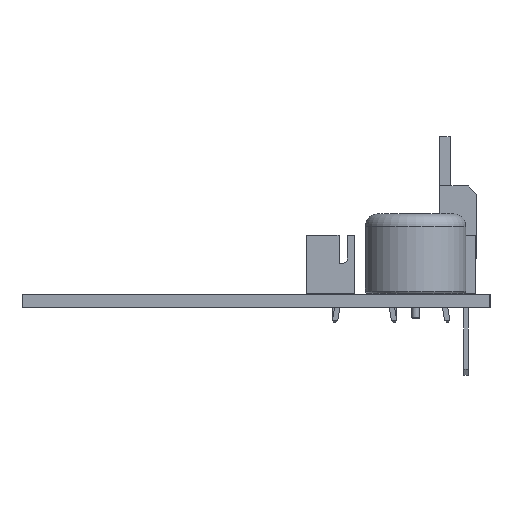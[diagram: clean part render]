
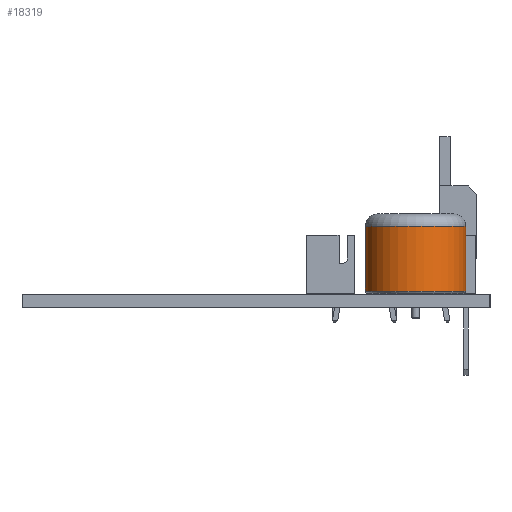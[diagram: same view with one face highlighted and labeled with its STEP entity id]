
A CAD part, left-side view. The second image highlights one B-rep face of the part: STEP entity #18319.
In plain terms, the highlighted cylindrical face has radius 6 mm (diameter 12 mm), a full revolution.
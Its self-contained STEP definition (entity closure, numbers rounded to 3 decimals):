
#18319 = ADVANCED_FACE('',(#18320),#18333,.T.);
#18320 = FACE_BOUND('',#18321,.T.);
#18321 = EDGE_LOOP('',(#18322,#18356,#18379,#18406));
#18322 = ORIENTED_EDGE('',*,*,#18323,.T.);
#18323 = EDGE_CURVE('',#18324,#18324,#18326,.T.);
#18324 = VERTEX_POINT('',#18325);
#18325 = CARTESIAN_POINT('',(9.8,0.,0.33));
#18326 = SURFACE_CURVE('',#18327,(#18332,#18344),.PCURVE_S1.);
#18327 = CIRCLE('',#18328,6.);
#18328 = AXIS2_PLACEMENT_3D('',#18329,#18330,#18331);
#18329 = CARTESIAN_POINT('',(3.8,0.,0.33));
#18330 = DIRECTION('',(0.,0.,1.));
#18331 = DIRECTION('',(1.,0.,0.));
#18332 = PCURVE('',#18333,#18338);
#18333 = CYLINDRICAL_SURFACE('',#18334,6.);
#18334 = AXIS2_PLACEMENT_3D('',#18335,#18336,#18337);
#18335 = CARTESIAN_POINT('',(3.8,0.,0.03));
#18336 = DIRECTION('',(-0.,-0.,-1.));
#18337 = DIRECTION('',(1.,0.,0.));
#18338 = DEFINITIONAL_REPRESENTATION('',(#18339),#18343);
#18339 = LINE('',#18340,#18341);
#18340 = CARTESIAN_POINT('',(6.283,-0.3));
#18341 = VECTOR('',#18342,1.);
#18342 = DIRECTION('',(-1.,0.));
#18343 = ( GEOMETRIC_REPRESENTATION_CONTEXT(2) 
PARAMETRIC_REPRESENTATION_CONTEXT() REPRESENTATION_CONTEXT('2D SPACE',''
  ) );
#18344 = PCURVE('',#18345,#18350);
#18345 = TOROIDAL_SURFACE('',#18346,5.7,0.3);
#18346 = AXIS2_PLACEMENT_3D('',#18347,#18348,#18349);
#18347 = CARTESIAN_POINT('',(3.8,0.,0.33));
#18348 = DIRECTION('',(0.,0.,-1.));
#18349 = DIRECTION('',(1.,0.,0.));
#18350 = DEFINITIONAL_REPRESENTATION('',(#18351),#18355);
#18351 = LINE('',#18352,#18353);
#18352 = CARTESIAN_POINT('',(6.283,0.));
#18353 = VECTOR('',#18354,1.);
#18354 = DIRECTION('',(-1.,0.));
#18355 = ( GEOMETRIC_REPRESENTATION_CONTEXT(2) 
PARAMETRIC_REPRESENTATION_CONTEXT() REPRESENTATION_CONTEXT('2D SPACE',''
  ) );
#18356 = ORIENTED_EDGE('',*,*,#18357,.T.);
#18357 = EDGE_CURVE('',#18324,#18358,#18360,.T.);
#18358 = VERTEX_POINT('',#18359);
#18359 = CARTESIAN_POINT('',(9.8,0.,8.049));
#18360 = SEAM_CURVE('',#18361,(#18365,#18372),.PCURVE_S1.);
#18361 = LINE('',#18362,#18363);
#18362 = CARTESIAN_POINT('',(9.8,0.,0.03));
#18363 = VECTOR('',#18364,1.);
#18364 = DIRECTION('',(0.,0.,1.));
#18365 = PCURVE('',#18333,#18366);
#18366 = DEFINITIONAL_REPRESENTATION('',(#18367),#18371);
#18367 = LINE('',#18368,#18369);
#18368 = CARTESIAN_POINT('',(0.,0.));
#18369 = VECTOR('',#18370,1.);
#18370 = DIRECTION('',(0.,-1.));
#18371 = ( GEOMETRIC_REPRESENTATION_CONTEXT(2) 
PARAMETRIC_REPRESENTATION_CONTEXT() REPRESENTATION_CONTEXT('2D SPACE',''
  ) );
#18372 = PCURVE('',#18333,#18373);
#18373 = DEFINITIONAL_REPRESENTATION('',(#18374),#18378);
#18374 = LINE('',#18375,#18376);
#18375 = CARTESIAN_POINT('',(6.283,0.));
#18376 = VECTOR('',#18377,1.);
#18377 = DIRECTION('',(0.,-1.));
#18378 = ( GEOMETRIC_REPRESENTATION_CONTEXT(2) 
PARAMETRIC_REPRESENTATION_CONTEXT() REPRESENTATION_CONTEXT('2D SPACE',''
  ) );
#18379 = ORIENTED_EDGE('',*,*,#18380,.F.);
#18380 = EDGE_CURVE('',#18358,#18358,#18381,.T.);
#18381 = SURFACE_CURVE('',#18382,(#18387,#18394),.PCURVE_S1.);
#18382 = CIRCLE('',#18383,6.);
#18383 = AXIS2_PLACEMENT_3D('',#18384,#18385,#18386);
#18384 = CARTESIAN_POINT('',(3.8,0.,8.049));
#18385 = DIRECTION('',(0.,0.,1.));
#18386 = DIRECTION('',(1.,0.,0.));
#18387 = PCURVE('',#18333,#18388);
#18388 = DEFINITIONAL_REPRESENTATION('',(#18389),#18393);
#18389 = LINE('',#18390,#18391);
#18390 = CARTESIAN_POINT('',(6.283,-8.019));
#18391 = VECTOR('',#18392,1.);
#18392 = DIRECTION('',(-1.,0.));
#18393 = ( GEOMETRIC_REPRESENTATION_CONTEXT(2) 
PARAMETRIC_REPRESENTATION_CONTEXT() REPRESENTATION_CONTEXT('2D SPACE',''
  ) );
#18394 = PCURVE('',#18395,#18400);
#18395 = TOROIDAL_SURFACE('',#18396,4.519,1.481);
#18396 = AXIS2_PLACEMENT_3D('',#18397,#18398,#18399);
#18397 = CARTESIAN_POINT('',(3.8,0.,8.049));
#18398 = DIRECTION('',(0.,0.,1.));
#18399 = DIRECTION('',(1.,0.,0.));
#18400 = DEFINITIONAL_REPRESENTATION('',(#18401),#18405);
#18401 = LINE('',#18402,#18403);
#18402 = CARTESIAN_POINT('',(0.,0.));
#18403 = VECTOR('',#18404,1.);
#18404 = DIRECTION('',(1.,0.));
#18405 = ( GEOMETRIC_REPRESENTATION_CONTEXT(2) 
PARAMETRIC_REPRESENTATION_CONTEXT() REPRESENTATION_CONTEXT('2D SPACE',''
  ) );
#18406 = ORIENTED_EDGE('',*,*,#18357,.F.);
